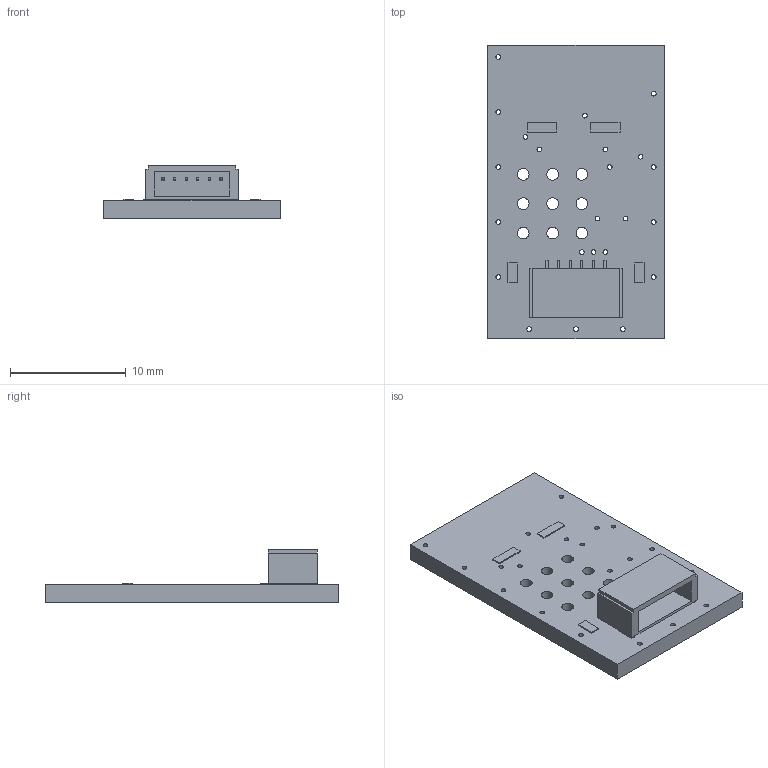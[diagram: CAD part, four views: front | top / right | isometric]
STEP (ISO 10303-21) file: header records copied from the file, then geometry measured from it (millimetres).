
FILE_DESCRIPTION(/* description */ (''),/* implementation_level */ '2;1');
FILE_NAME(/* name */ 'BDC-10003_R01.step',/* time_stamp */ '2019-10-30T00:05:02-05:00',/* author */ (''),/* organization */ (''),/* preprocessor_version */ 'ST-DEVELOPER v18',/* originating_system */ 'Autodesk Translation Framework v8.6.0.1094',/* authorisation */ '');
FILE_SCHEMA (('AUTOMOTIVE_DESIGN { 1 0 10303 214 3 1 1 }'));
Length unit declared in the file: millimetre
Products named in the file (6): BDC-10003_R01; PCB Component; Board; 10k; SH06SIDE; NUP2105L
Assembly tree (7 placements, depth 3):
  BDC-10003_R01
    PCB Component
      Board
      10k  x2
      SH06SIDE
      NUP2105L  x2
Bounding box: 15.24 x 25.4 x 4.57 mm (x, y, z)
Volume: 638.4 mm3; surface area: 1209.5 mm2
Topology: 6 solids, 6 shells, 179 faces, 438 edges, 280 vertices
Faces by surface type: plane 145, cylinder 34
Full cylindrical faces by diameter (mm): 0.406 x25, 1.016 x9
Entity records: 5365 total; most frequent: CARTESIAN_POINT 858, DIRECTION 842, ORIENTED_EDGE 828, EDGE_CURVE 414, LINE 346, VECTOR 346, VERTEX_POINT 264, AXIS2_PLACEMENT_3D 248
